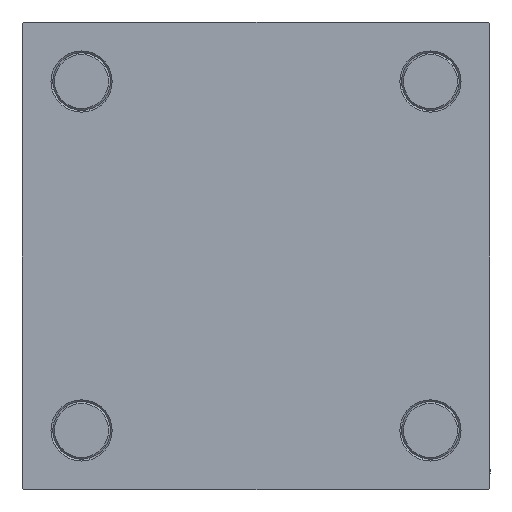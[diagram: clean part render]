
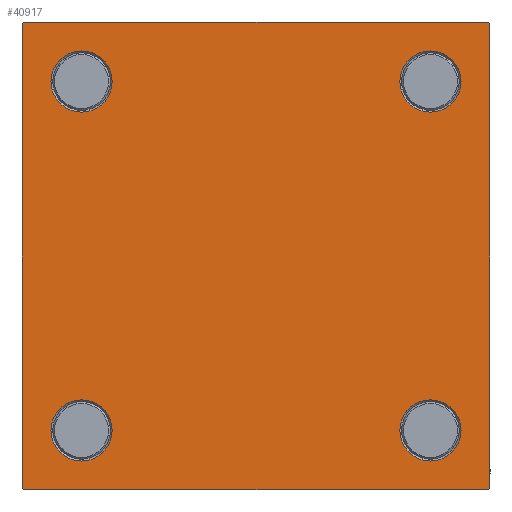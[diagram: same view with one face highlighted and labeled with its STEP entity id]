
A CAD part, left-side view. The second image highlights one B-rep face of the part: STEP entity #40917.
In plain terms, the highlighted planar face has unit normal (-1, 0, 0).
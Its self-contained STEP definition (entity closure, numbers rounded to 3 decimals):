
#605 = AXIS2_PLACEMENT_3D ( 'NONE', #4068, #42757, #35122 ) ;
#708 = FACE_BOUND ( 'NONE', #36454, .T. ) ;
#927 = VECTOR ( 'NONE', #10778, 1000. ) ;
#955 = DIRECTION ( 'NONE',  ( 0., 0., 1. ) ) ;
#1100 = DIRECTION ( 'NONE',  ( 0., 0., 1. ) ) ;
#1155 = VERTEX_POINT ( 'NONE', #34872 ) ;
#1251 = DIRECTION ( 'NONE',  ( 1., 0., 0. ) ) ;
#1846 = CARTESIAN_POINT ( 'NONE',  ( 0., 64.75, -64.75 ) ) ;
#2257 = ORIENTED_EDGE ( 'NONE', *, *, #49748, .T. ) ;
#2435 = EDGE_CURVE ( 'NONE', #46865, #5945, #36090, .T. ) ;
#2503 = VECTOR ( 'NONE', #29560, 1000. ) ;
#2956 = ORIENTED_EDGE ( 'NONE', *, *, #14080, .T. ) ;
#2970 = VERTEX_POINT ( 'NONE', #6003 ) ;
#2978 = CIRCLE ( 'NONE', #20857, 8.5 ) ;
#4005 = DIRECTION ( 'NONE',  ( 0., 0., -1. ) ) ;
#4068 = CARTESIAN_POINT ( 'NONE',  ( 0., 48.45, -48.45 ) ) ;
#4241 = CARTESIAN_POINT ( 'NONE',  ( 0., 64.75, 64.75 ) ) ;
#4538 = EDGE_LOOP ( 'NONE', ( #43849, #30834, #14630, #20884, #31133, #19906, #9763, #19395 ) ) ;
#4730 = AXIS2_PLACEMENT_3D ( 'NONE', #26909, #10876, #14688 ) ;
#4777 = CARTESIAN_POINT ( 'NONE',  ( 0., 65., 65. ) ) ;
#5945 = VERTEX_POINT ( 'NONE', #39345 ) ;
#6003 = CARTESIAN_POINT ( 'NONE',  ( 0., -64.5, -65. ) ) ;
#6031 = VECTOR ( 'NONE', #29222, 1000. ) ;
#6257 = AXIS2_PLACEMENT_3D ( 'NONE', #20462, #44351, #1100 ) ;
#6302 = ORIENTED_EDGE ( 'NONE', *, *, #46551, .T. ) ;
#6909 = VERTEX_POINT ( 'NONE', #30661 ) ;
#7242 = DIRECTION ( 'NONE',  ( 0., -1., 0. ) ) ;
#7499 = CARTESIAN_POINT ( 'NONE',  ( 0., 65., 64.5 ) ) ;
#7901 = CARTESIAN_POINT ( 'NONE',  ( 0., 48.45, -39.95 ) ) ;
#8443 = CARTESIAN_POINT ( 'NONE',  ( 0., 48.45, 39.95 ) ) ;
#8472 = VERTEX_POINT ( 'NONE', #25027 ) ;
#9619 = CARTESIAN_POINT ( 'NONE',  ( 0., 65., 65. ) ) ;
#9629 = VERTEX_POINT ( 'NONE', #8443 ) ;
#9763 = ORIENTED_EDGE ( 'NONE', *, *, #2435, .F. ) ;
#10778 = DIRECTION ( 'NONE',  ( 0., -0.707, 0.707 ) ) ;
#10876 = DIRECTION ( 'NONE',  ( 1., 0., 0. ) ) ;
#11096 = VERTEX_POINT ( 'NONE', #30684 ) ;
#11335 = CARTESIAN_POINT ( 'NONE',  ( 0., -65., 64.5 ) ) ;
#11386 = CARTESIAN_POINT ( 'NONE',  ( 0., -65., 65. ) ) ;
#11613 = EDGE_CURVE ( 'NONE', #15727, #44956, #26491, .T. ) ;
#11633 = LINE ( 'NONE', #4241, #42683 ) ;
#12179 = CARTESIAN_POINT ( 'NONE',  ( 0., -48.45, -39.95 ) ) ;
#12815 = VECTOR ( 'NONE', #4005, 1000. ) ;
#13040 = DIRECTION ( 'NONE',  ( 0., 0., 1. ) ) ;
#13608 = CARTESIAN_POINT ( 'NONE',  ( 0., 48.45, 56.95 ) ) ;
#14080 = EDGE_CURVE ( 'NONE', #27744, #1155, #29053, .T. ) ;
#14270 = AXIS2_PLACEMENT_3D ( 'NONE', #36116, #1251, #29736 ) ;
#14335 = LINE ( 'NONE', #45636, #927 ) ;
#14630 = ORIENTED_EDGE ( 'NONE', *, *, #29445, .T. ) ;
#14688 = DIRECTION ( 'NONE',  ( 0., 0., 1. ) ) ;
#15299 = VERTEX_POINT ( 'NONE', #12179 ) ;
#15340 = EDGE_CURVE ( 'NONE', #1155, #27744, #42887, .T. ) ;
#15413 = VERTEX_POINT ( 'NONE', #11335 ) ;
#15664 = CARTESIAN_POINT ( 'NONE',  ( 0., 64.5, 65. ) ) ;
#15727 = VERTEX_POINT ( 'NONE', #7499 ) ;
#15978 = CARTESIAN_POINT ( 'NONE',  ( 0., -48.45, -48.45 ) ) ;
#16477 = FACE_BOUND ( 'NONE', #24752, .T. ) ;
#17040 = ORIENTED_EDGE ( 'NONE', *, *, #50277, .T. ) ;
#17224 = FACE_OUTER_BOUND ( 'NONE', #4538, .T. ) ;
#19059 = DIRECTION ( 'NONE',  ( 1., 0., 0. ) ) ;
#19395 = ORIENTED_EDGE ( 'NONE', *, *, #39265, .T. ) ;
#19906 = ORIENTED_EDGE ( 'NONE', *, *, #26750, .T. ) ;
#20462 = CARTESIAN_POINT ( 'NONE',  ( 0., -48.45, 48.45 ) ) ;
#20542 = DIRECTION ( 'NONE',  ( 1., 0., 0. ) ) ;
#20857 = AXIS2_PLACEMENT_3D ( 'NONE', #15978, #27953, #31006 ) ;
#20884 = ORIENTED_EDGE ( 'NONE', *, *, #27268, .T. ) ;
#21387 = VECTOR ( 'NONE', #7242, 1000. ) ;
#21455 = LINE ( 'NONE', #1846, #43309 ) ;
#23267 = CIRCLE ( 'NONE', #31400, 8.5 ) ;
#23338 = CIRCLE ( 'NONE', #6257, 8.5 ) ;
#23861 = CARTESIAN_POINT ( 'NONE',  ( 0., 48.45, 48.45 ) ) ;
#24127 = CARTESIAN_POINT ( 'NONE',  ( 0., 0., 0. ) ) ;
#24752 = EDGE_LOOP ( 'NONE', ( #2956, #39651 ) ) ;
#25027 = CARTESIAN_POINT ( 'NONE',  ( 0., -65., -64.5 ) ) ;
#25041 = CIRCLE ( 'NONE', #4730, 8.5 ) ;
#26491 = LINE ( 'NONE', #4777, #12815 ) ;
#26750 = EDGE_CURVE ( 'NONE', #15413, #5945, #29314, .T. ) ;
#26909 = CARTESIAN_POINT ( 'NONE',  ( 0., -48.45, -48.45 ) ) ;
#27268 = EDGE_CURVE ( 'NONE', #2970, #8472, #14335, .T. ) ;
#27668 = DIRECTION ( 'NONE',  ( 0., 0., 1. ) ) ;
#27744 = VERTEX_POINT ( 'NONE', #7901 ) ;
#27953 = DIRECTION ( 'NONE',  ( 1., 0., 0. ) ) ;
#28280 = VECTOR ( 'NONE', #42420, 1000. ) ;
#28936 = DIRECTION ( 'NONE',  ( -1., 0., 0. ) ) ;
#29053 = CIRCLE ( 'NONE', #605, 8.5 ) ;
#29222 = DIRECTION ( 'NONE',  ( 0., -1., 0. ) ) ;
#29314 = LINE ( 'NONE', #32874, #2503 ) ;
#29445 = EDGE_CURVE ( 'NONE', #11096, #2970, #47104, .T. ) ;
#29560 = DIRECTION ( 'NONE',  ( 0., 0.707, 0.707 ) ) ;
#29736 = DIRECTION ( 'NONE',  ( 0., 0., 1. ) ) ;
#29972 = LINE ( 'NONE', #11386, #28280 ) ;
#30387 = EDGE_LOOP ( 'NONE', ( #45329, #31458 ) ) ;
#30661 = CARTESIAN_POINT ( 'NONE',  ( 0., -48.45, 56.95 ) ) ;
#30684 = CARTESIAN_POINT ( 'NONE',  ( 0., 64.5, -65. ) ) ;
#30834 = ORIENTED_EDGE ( 'NONE', *, *, #34318, .T. ) ;
#31006 = DIRECTION ( 'NONE',  ( 0., 0., 1. ) ) ;
#31133 = ORIENTED_EDGE ( 'NONE', *, *, #49703, .F. ) ;
#31167 = VERTEX_POINT ( 'NONE', #13608 ) ;
#31400 = AXIS2_PLACEMENT_3D ( 'NONE', #31653, #40254, #13040 ) ;
#31458 = ORIENTED_EDGE ( 'NONE', *, *, #42586, .T. ) ;
#31550 = CIRCLE ( 'NONE', #34771, 8.5 ) ;
#31653 = CARTESIAN_POINT ( 'NONE',  ( 0., -48.45, 48.45 ) ) ;
#32874 = CARTESIAN_POINT ( 'NONE',  ( 0., -64.75, 64.75 ) ) ;
#33062 = ORIENTED_EDGE ( 'NONE', *, *, #40653, .T. ) ;
#34318 = EDGE_CURVE ( 'NONE', #44956, #11096, #21455, .T. ) ;
#34572 = DIRECTION ( 'NONE',  ( 0., 0., 1. ) ) ;
#34771 = AXIS2_PLACEMENT_3D ( 'NONE', #23861, #20542, #27668 ) ;
#34872 = CARTESIAN_POINT ( 'NONE',  ( 0., 48.45, -56.95 ) ) ;
#35122 = DIRECTION ( 'NONE',  ( 0., 0., 1. ) ) ;
#35295 = DIRECTION ( 'NONE',  ( 0., 0.707, -0.707 ) ) ;
#35586 = CARTESIAN_POINT ( 'NONE',  ( 0., 48.45, -48.45 ) ) ;
#36090 = LINE ( 'NONE', #9619, #6031 ) ;
#36116 = CARTESIAN_POINT ( 'NONE',  ( 0., 48.45, 48.45 ) ) ;
#36250 = VERTEX_POINT ( 'NONE', #40387 ) ;
#36454 = EDGE_LOOP ( 'NONE', ( #2257, #6302 ) ) ;
#38172 = VERTEX_POINT ( 'NONE', #48348 ) ;
#39265 = EDGE_CURVE ( 'NONE', #46865, #15727, #11633, .T. ) ;
#39345 = CARTESIAN_POINT ( 'NONE',  ( 0., -64.5, 65. ) ) ;
#39366 = CARTESIAN_POINT ( 'NONE',  ( 0., 65., -64.5 ) ) ;
#39651 = ORIENTED_EDGE ( 'NONE', *, *, #15340, .T. ) ;
#40116 = FACE_BOUND ( 'NONE', #30387, .T. ) ;
#40254 = DIRECTION ( 'NONE',  ( 1., 0., 0. ) ) ;
#40387 = CARTESIAN_POINT ( 'NONE',  ( 0., -48.45, -56.95 ) ) ;
#40653 = EDGE_CURVE ( 'NONE', #31167, #9629, #43552, .T. ) ;
#40820 = EDGE_LOOP ( 'NONE', ( #33062, #17040 ) ) ;
#40917 = ADVANCED_FACE ( 'NONE', ( #40116, #708, #16477, #47768, #17224 ), #43939, .T. ) ;
#41917 = AXIS2_PLACEMENT_3D ( 'NONE', #24127, #28936, #955 ) ;
#42420 = DIRECTION ( 'NONE',  ( 0., 0., -1. ) ) ;
#42586 = EDGE_CURVE ( 'NONE', #38172, #6909, #23267, .T. ) ;
#42683 = VECTOR ( 'NONE', #35295, 1000. ) ;
#42757 = DIRECTION ( 'NONE',  ( 1., 0., 0. ) ) ;
#42887 = CIRCLE ( 'NONE', #50199, 8.5 ) ;
#43309 = VECTOR ( 'NONE', #44605, 1000. ) ;
#43552 = CIRCLE ( 'NONE', #14270, 8.5 ) ;
#43849 = ORIENTED_EDGE ( 'NONE', *, *, #11613, .T. ) ;
#43939 = PLANE ( 'NONE',  #41917 ) ;
#44351 = DIRECTION ( 'NONE',  ( 1., 0., 0. ) ) ;
#44605 = DIRECTION ( 'NONE',  ( 0., -0.707, -0.707 ) ) ;
#44956 = VERTEX_POINT ( 'NONE', #39366 ) ;
#45329 = ORIENTED_EDGE ( 'NONE', *, *, #48037, .T. ) ;
#45636 = CARTESIAN_POINT ( 'NONE',  ( 0., -64.75, -64.75 ) ) ;
#45912 = CARTESIAN_POINT ( 'NONE',  ( 0., 65., -65. ) ) ;
#46551 = EDGE_CURVE ( 'NONE', #36250, #15299, #2978, .T. ) ;
#46865 = VERTEX_POINT ( 'NONE', #15664 ) ;
#47104 = LINE ( 'NONE', #45912, #21387 ) ;
#47768 = FACE_BOUND ( 'NONE', #40820, .T. ) ;
#48037 = EDGE_CURVE ( 'NONE', #6909, #38172, #23338, .T. ) ;
#48348 = CARTESIAN_POINT ( 'NONE',  ( 0., -48.45, 39.95 ) ) ;
#49703 = EDGE_CURVE ( 'NONE', #15413, #8472, #29972, .T. ) ;
#49748 = EDGE_CURVE ( 'NONE', #15299, #36250, #25041, .T. ) ;
#50199 = AXIS2_PLACEMENT_3D ( 'NONE', #35586, #19059, #34572 ) ;
#50277 = EDGE_CURVE ( 'NONE', #9629, #31167, #31550, .T. ) ;
